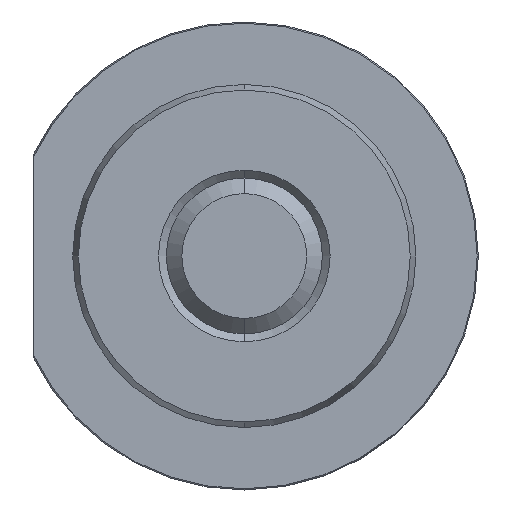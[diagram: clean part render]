
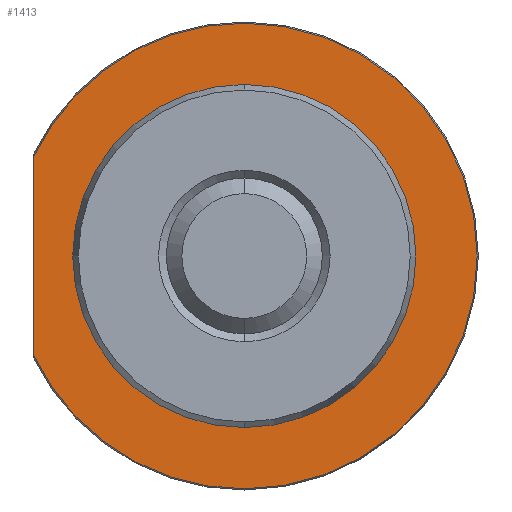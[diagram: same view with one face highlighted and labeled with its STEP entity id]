
A CAD part, left-side view. The second image highlights one B-rep face of the part: STEP entity #1413.
In plain terms, the highlighted planar face has unit normal (-1, 0, 0).
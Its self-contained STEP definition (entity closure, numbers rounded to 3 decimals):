
#25 = VERTEX_POINT ( 'NONE', #446 ) ;
#38 = DIRECTION ( 'NONE',  ( -1., 0., 0. ) ) ;
#59 = DIRECTION ( 'NONE',  ( 0., 0., -1. ) ) ;
#74 = VERTEX_POINT ( 'NONE', #175 ) ;
#83 = VERTEX_POINT ( 'NONE', #180 ) ;
#85 = VERTEX_POINT ( 'NONE', #401 ) ;
#150 = CARTESIAN_POINT ( 'NONE',  ( 22., 0., -14.927 ) ) ;
#175 = CARTESIAN_POINT ( 'NONE',  ( 22., 0., 11. ) ) ;
#180 = CARTESIAN_POINT ( 'NONE',  ( 22., 0., -11. ) ) ;
#187 = CARTESIAN_POINT ( 'NONE',  ( 22., 13.5, 6.37 ) ) ;
#216 = CARTESIAN_POINT ( 'NONE',  ( 22., 0., 0. ) ) ;
#241 = CARTESIAN_POINT ( 'NONE',  ( 22., 0., 0. ) ) ;
#324 = DIRECTION ( 'NONE',  ( -1., 0., 0. ) ) ;
#327 = DIRECTION ( 'NONE',  ( 0., 0., -1. ) ) ;
#346 = DIRECTION ( 'NONE',  ( -1., 0., 0. ) ) ;
#373 = CARTESIAN_POINT ( 'NONE',  ( 22., 0., 0. ) ) ;
#401 = CARTESIAN_POINT ( 'NONE',  ( 22., 0., 14.927 ) ) ;
#432 = DIRECTION ( 'NONE',  ( 0., 0., 1. ) ) ;
#433 = DIRECTION ( 'NONE',  ( -1., 0., 0. ) ) ;
#446 = CARTESIAN_POINT ( 'NONE',  ( 22., 13.5, -6.37 ) ) ;
#467 = CARTESIAN_POINT ( 'NONE',  ( 22., 0., 0. ) ) ;
#497 = DIRECTION ( 'NONE',  ( -1., 0., 0. ) ) ;
#498 = DIRECTION ( 'NONE',  ( 0., 0., 1. ) ) ;
#505 = CARTESIAN_POINT ( 'NONE',  ( 22., 13.5, 0. ) ) ;
#517 = VERTEX_POINT ( 'NONE', #187 ) ;
#527 = VERTEX_POINT ( 'NONE', #150 ) ;
#551 = CARTESIAN_POINT ( 'NONE',  ( 22., 0., 0. ) ) ;
#553 = DIRECTION ( 'NONE',  ( 0., 0., -1. ) ) ;
#554 = DIRECTION ( 'NONE',  ( 0., 0., -1. ) ) ;
#573 = EDGE_CURVE ( 'NONE', #25, #527, #2630, .T. ) ;
#597 = EDGE_CURVE ( 'NONE', #83, #74, #2656, .T. ) ;
#603 = EDGE_CURVE ( 'NONE', #517, #25, #2662, .T. ) ;
#610 = EDGE_CURVE ( 'NONE', #74, #83, #2675, .T. ) ;
#637 = EDGE_CURVE ( 'NONE', #85, #517, #2716, .T. ) ;
#639 = EDGE_CURVE ( 'NONE', #527, #85, #2719, .T. ) ;
#692 = AXIS2_PLACEMENT_3D ( 'NONE', #467, #346, #59 ) ;
#709 = AXIS2_PLACEMENT_3D ( 'NONE', #216, #497, #498 ) ;
#716 = AXIS2_PLACEMENT_3D ( 'NONE', #241, #433, #432 ) ;
#726 = AXIS2_PLACEMENT_3D ( 'NONE', #373, #324, #327 ) ;
#730 = AXIS2_PLACEMENT_3D ( 'NONE', #551, #38, #553 ) ;
#787 = AXIS2_PLACEMENT_3D ( 'NONE', #1873, #1875, #1876 ) ;
#1413 = ADVANCED_FACE ( 'NONE', ( #2831, #2842 ), #1874, .F. ) ;
#1556 = ORIENTED_EDGE ( 'NONE', *, *, #603, .T. ) ;
#1557 = ORIENTED_EDGE ( 'NONE', *, *, #639, .T. ) ;
#1558 = ORIENTED_EDGE ( 'NONE', *, *, #637, .T. ) ;
#1559 = ORIENTED_EDGE ( 'NONE', *, *, #573, .T. ) ;
#1598 = ORIENTED_EDGE ( 'NONE', *, *, #610, .F. ) ;
#1599 = ORIENTED_EDGE ( 'NONE', *, *, #597, .F. ) ;
#1622 = EDGE_LOOP ( 'NONE', ( #1559, #1557, #1558, #1556 ) ) ;
#1745 = EDGE_LOOP ( 'NONE', ( #1598, #1599 ) ) ;
#1873 = CARTESIAN_POINT ( 'NONE',  ( 22., 11., 0. ) ) ;
#1874 = PLANE ( 'NONE',  #787 ) ;
#1875 = DIRECTION ( 'NONE',  ( 1., 0., 0. ) ) ;
#1876 = DIRECTION ( 'NONE',  ( 0., 0., -1. ) ) ;
#2630 = CIRCLE ( 'NONE', #692, 14.927 ) ;
#2651 = VECTOR ( 'NONE', #554, 1000. ) ;
#2656 = CIRCLE ( 'NONE', #709, 11. ) ;
#2662 = LINE ( 'NONE', #505, #2651 ) ;
#2675 = CIRCLE ( 'NONE', #716, 11. ) ;
#2716 = CIRCLE ( 'NONE', #726, 14.927 ) ;
#2719 = CIRCLE ( 'NONE', #730, 14.927 ) ;
#2831 = FACE_OUTER_BOUND ( 'NONE', #1622, .T. ) ;
#2842 = FACE_BOUND ( 'NONE', #1745, .T. ) ;
